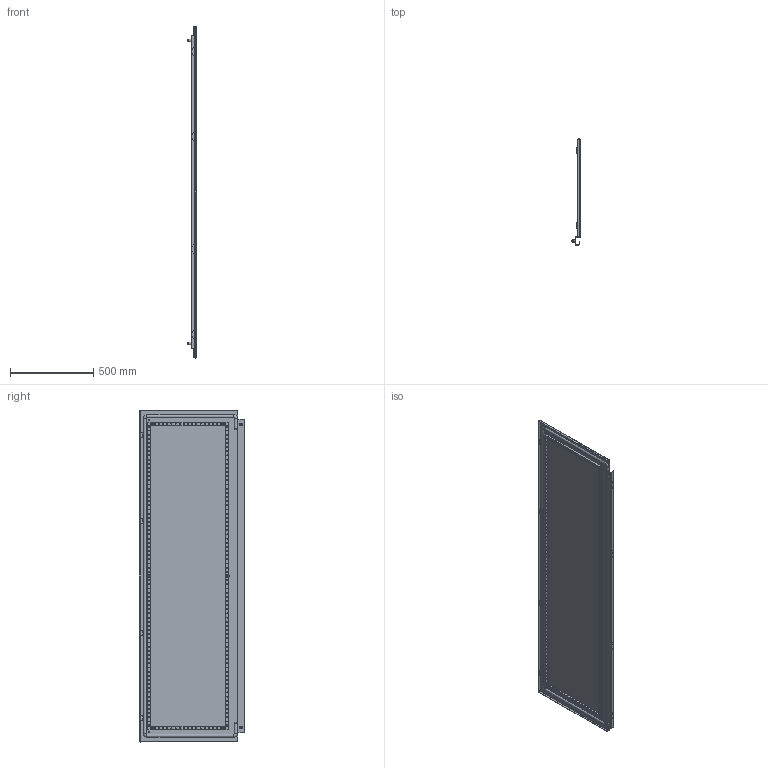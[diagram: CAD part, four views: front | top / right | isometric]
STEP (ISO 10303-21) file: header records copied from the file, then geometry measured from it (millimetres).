
FILE_DESCRIPTION(('CATIA V5 STEP Exchange'),'2;1');
FILE_NAME('ED2012SK.stp','2015-01-15T11:01:29+00:00',('none'),('none'),'CATIA Version 5 Release 20 SP 6 (IN-10)','CATIA V5 STEP AP203','none');
FILE_SCHEMA(('CONFIG_CONTROL_DESIGN'));
Length unit declared in the file: millimetre
Products named in the file (2): Assieme_porta_CB_cieca_2000x0600_IS2_estetico; Assieme_telaio_porta_2000x0600
Assembly tree (22 placements, depth 3):
  Assieme_porta_CB_cieca_2000x0600_IS2_estetico
    #58
    #6588  x4
    #7427  x2
    Assieme_telaio_porta_2000x0600
      #8858  x2
      #12038  x2
      #22298  x10
Bounding box: 52 x 637.12 x 1996 mm (x, y, z)
Volume: 3627927.8 mm3; surface area: 3577732.2 mm2
Topology: 26 solids, 26 shells, 1488 faces, 3990 edges, 2604 vertices
Faces by surface type: cylinder 1009, plane 353, cone 112, torus 8, sphere 6
Entity records: 23045 total; most frequent: CARTESIAN_POINT 4352, ORIENTED_EDGE 4020, DIRECTION 2994, EDGE_CURVE 2010, AXIS2_PLACEMENT_3D 1594, VERTEX_POINT 1314, EDGE_LOOP 1198, CIRCLE 1074
